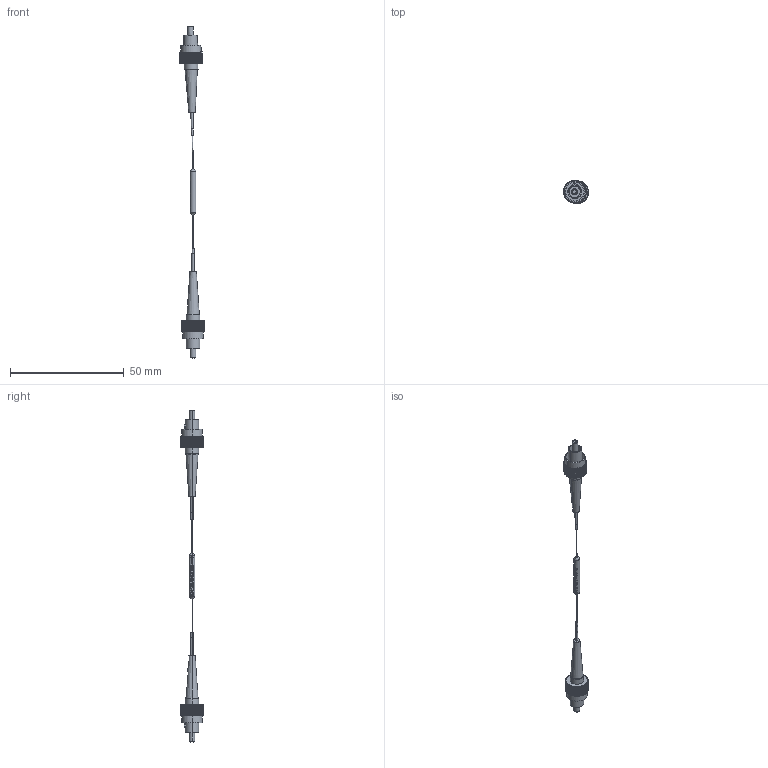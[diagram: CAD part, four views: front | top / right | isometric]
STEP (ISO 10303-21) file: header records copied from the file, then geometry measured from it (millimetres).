
FILE_DESCRIPTION (( 'STEP AP214' ), '1' );
FILE_NAME ('PSMDIC-P55-121_3D.step', '2023-10-16T21:30:05', ( '' ), ( '' ), 'SwSTEP 2.0', 'SolidWorks 2022', '' );
FILE_SCHEMA (( 'AUTOMOTIVE_DESIGN' ));
Length unit declared in the file: millimetre
Products named in the file (5): _X2_53f778017ba1_X0_ - Ouput_2; 0.9mm FC_X2_51497ea45934_X0_2; MIni ISO _X2_94a27ba1_X0_2; _X2_53f778017ba1_X0_2; PSMDIC-P55-121_3D
Assembly tree (5 placements, depth 2):
  PSMDIC-P55-121_3D
    MIni ISO _X2_94a27ba1_X0_2
    0.9mm FC_X2_51497ea45934_X0_2  x2
    _X2_53f778017ba1_X0_2
    _X2_53f778017ba1_X0_ - Ouput_2
Bounding box: 10.99 x 9.99 x 145.95 mm (x, y, z)
Volume: 1866.8 mm3; surface area: 2708.7 mm2
Topology: 7 solids, 7 shells, 886 faces, 2596 edges, 1726 vertices
Faces by surface type: plane 483, bspline 201, cylinder 190, cone 12
Entity records: 39478 total; most frequent: CARTESIAN_POINT 15777, ORIENTED_EDGE 3968, DIRECTION 2574, EDGE_CURVE 1984, VERTEX_POINT 1320, LINE 1014, VECTOR 1014, AXIS2_PLACEMENT_3D 780
